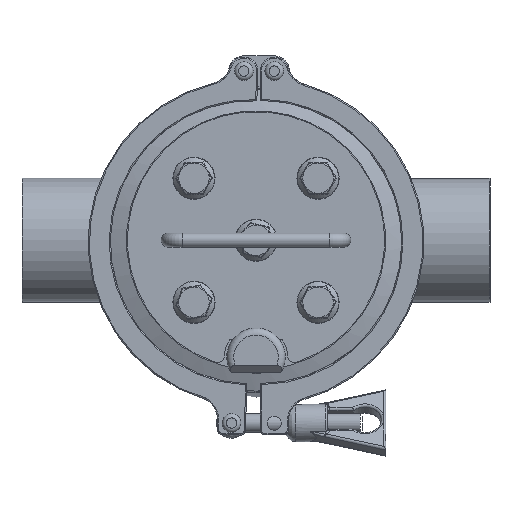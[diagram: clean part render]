
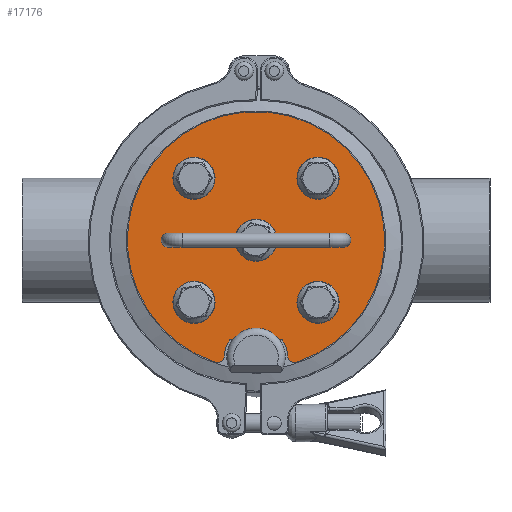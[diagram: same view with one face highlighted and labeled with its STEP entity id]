
A CAD part, front view. The second image highlights one B-rep face of the part: STEP entity #17176.
In plain terms, the highlighted planar face has unit normal (0, -1, 0).
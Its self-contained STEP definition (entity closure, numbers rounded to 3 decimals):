
#217=FACE_BOUND('',#2988,.T.);
#218=FACE_BOUND('',#2989,.T.);
#219=FACE_BOUND('',#2990,.T.);
#220=FACE_BOUND('',#2991,.T.);
#221=FACE_BOUND('',#2992,.T.);
#222=FACE_BOUND('',#2993,.T.);
#223=FACE_BOUND('',#2994,.T.);
#461=PLANE('',#19014);
#1966=FACE_OUTER_BOUND('',#2987,.T.);
#2987=EDGE_LOOP('',(#13681,#13682,#13683,#13684,#13685,#13686));
#2988=EDGE_LOOP('',(#13687));
#2989=EDGE_LOOP('',(#13688));
#2990=EDGE_LOOP('',(#13689,#13690));
#2991=EDGE_LOOP('',(#13691,#13692));
#2992=EDGE_LOOP('',(#13693));
#2993=EDGE_LOOP('',(#13694));
#2994=EDGE_LOOP('',(#13695));
#3836=CIRCLE('',#18288,3.);
#3837=CIRCLE('',#18290,55.);
#3838=CIRCLE('',#18293,3.);
#3839=CIRCLE('',#18295,13.5);
#3840=CIRCLE('',#18298,13.5);
#3841=CIRCLE('',#18300,3.05);
#3842=CIRCLE('',#18301,3.05);
#3843=CIRCLE('',#18303,3.05);
#3844=CIRCLE('',#18304,3.05);
#4263=CIRCLE('',#19007,8.45);
#4264=CIRCLE('',#19009,8.45);
#4265=CIRCLE('',#19011,8.45);
#4266=CIRCLE('',#19013,8.45);
#4267=CIRCLE('',#19015,8.45);
#4916=LINE('',#30143,#5595);
#5595=VECTOR('',#21508,10.);
#6698=VERTEX_POINT('',#30122);
#6699=VERTEX_POINT('',#30124);
#6700=VERTEX_POINT('',#30128);
#6701=VERTEX_POINT('',#30134);
#6702=VERTEX_POINT('',#30138);
#6703=VERTEX_POINT('',#30142);
#6704=VERTEX_POINT('',#30148);
#6705=VERTEX_POINT('',#30149);
#6706=VERTEX_POINT('',#30154);
#6707=VERTEX_POINT('',#30155);
#7215=VERTEX_POINT('',#33113);
#7216=VERTEX_POINT('',#33117);
#7217=VERTEX_POINT('',#33121);
#7218=VERTEX_POINT('',#33125);
#7219=VERTEX_POINT('',#33129);
#8656=EDGE_CURVE('',#6698,#6699,#3836,.T.);
#8659=EDGE_CURVE('',#6700,#6698,#3837,.T.);
#8661=EDGE_CURVE('',#6701,#6700,#3838,.T.);
#8663=EDGE_CURVE('',#6702,#6699,#3839,.T.);
#8665=EDGE_CURVE('',#6703,#6702,#4916,.T.);
#8667=EDGE_CURVE('',#6701,#6703,#3840,.T.);
#8668=EDGE_CURVE('',#6704,#6705,#3841,.T.);
#8669=EDGE_CURVE('',#6705,#6704,#3842,.T.);
#8671=EDGE_CURVE('',#6706,#6707,#3843,.T.);
#8672=EDGE_CURVE('',#6707,#6706,#3844,.T.);
#9470=EDGE_CURVE('',#7215,#7215,#4263,.T.);
#9472=EDGE_CURVE('',#7216,#7216,#4264,.T.);
#9474=EDGE_CURVE('',#7217,#7217,#4265,.T.);
#9476=EDGE_CURVE('',#7218,#7218,#4266,.T.);
#9478=EDGE_CURVE('',#7219,#7219,#4267,.T.);
#13681=ORIENTED_EDGE('',*,*,#8656,.F.);
#13682=ORIENTED_EDGE('',*,*,#8659,.F.);
#13683=ORIENTED_EDGE('',*,*,#8661,.F.);
#13684=ORIENTED_EDGE('',*,*,#8667,.T.);
#13685=ORIENTED_EDGE('',*,*,#8665,.T.);
#13686=ORIENTED_EDGE('',*,*,#8663,.T.);
#13687=ORIENTED_EDGE('',*,*,#9476,.T.);
#13688=ORIENTED_EDGE('',*,*,#9472,.T.);
#13689=ORIENTED_EDGE('',*,*,#8671,.T.);
#13690=ORIENTED_EDGE('',*,*,#8672,.T.);
#13691=ORIENTED_EDGE('',*,*,#8668,.T.);
#13692=ORIENTED_EDGE('',*,*,#8669,.T.);
#13693=ORIENTED_EDGE('',*,*,#9470,.T.);
#13694=ORIENTED_EDGE('',*,*,#9474,.T.);
#13695=ORIENTED_EDGE('',*,*,#9478,.T.);
#17176=ADVANCED_FACE('',(#1966,#217,#218,#219,#220,#221,#222,#223),#461,
 .F.);
#18288=AXIS2_PLACEMENT_3D('',#30125,#21485,#21486);
#18290=AXIS2_PLACEMENT_3D('',#30130,#21491,#21492);
#18293=AXIS2_PLACEMENT_3D('',#30135,#21498,#21499);
#18295=AXIS2_PLACEMENT_3D('',#30139,#21503,#21504);
#18298=AXIS2_PLACEMENT_3D('',#30146,#21512,#21513);
#18300=AXIS2_PLACEMENT_3D('',#30150,#21516,#21517);
#18301=AXIS2_PLACEMENT_3D('',#30151,#21518,#21519);
#18303=AXIS2_PLACEMENT_3D('',#30156,#21523,#21524);
#18304=AXIS2_PLACEMENT_3D('',#30157,#21525,#21526);
#19007=AXIS2_PLACEMENT_3D('',#33114,#23169,#23170);
#19009=AXIS2_PLACEMENT_3D('',#33118,#23174,#23175);
#19011=AXIS2_PLACEMENT_3D('',#33122,#23179,#23180);
#19013=AXIS2_PLACEMENT_3D('',#33126,#23184,#23185);
#19014=AXIS2_PLACEMENT_3D('',#33128,#23187,#23188);
#19015=AXIS2_PLACEMENT_3D('',#33130,#23189,#23190);
#21485=DIRECTION('center_axis',(0.,1.,0.));
#21486=DIRECTION('ref_axis',(-0.567,0.,-0.823));
#21491=DIRECTION('center_axis',(0.,1.,0.));
#21492=DIRECTION('ref_axis',(0.,0.,
1.));
#21498=DIRECTION('center_axis',(0.,1.,0.));
#21499=DIRECTION('ref_axis',(0.567,0.,-0.823));
#21503=DIRECTION('center_axis',(0.,1.,0.));
#21504=DIRECTION('ref_axis',(0.967,0.,-0.254));
#21508=DIRECTION('',(1.,0.,0.));
#21512=DIRECTION('center_axis',(0.,1.,0.));
#21513=DIRECTION('ref_axis',(-0.831,0.,0.556));
#21516=DIRECTION('center_axis',(0.,1.,0.));
#21517=DIRECTION('ref_axis',(0.,0.,
-1.));
#21518=DIRECTION('center_axis',(0.,1.,0.));
#21519=DIRECTION('ref_axis',(0.,0.,
-1.));
#21523=DIRECTION('center_axis',(0.,1.,0.));
#21524=DIRECTION('ref_axis',(0.,0.,
-1.));
#21525=DIRECTION('center_axis',(0.,1.,0.));
#21526=DIRECTION('ref_axis',(0.,0.,
-1.));
#23169=DIRECTION('center_axis',(0.,1.,0.));
#23170=DIRECTION('ref_axis',(0.218,0.,-0.976));
#23174=DIRECTION('center_axis',(0.,1.,0.));
#23175=DIRECTION('ref_axis',(0.,0.,
1.));
#23179=DIRECTION('center_axis',(0.,1.,0.));
#23180=DIRECTION('ref_axis',(0.86,0.,-0.511));
#23184=DIRECTION('center_axis',(0.,1.,0.));
#23185=DIRECTION('ref_axis',(0.,0.,
1.));
#23187=DIRECTION('center_axis',(0.,1.,0.));
#23188=DIRECTION('ref_axis',(0.,0.,
1.));
#23189=DIRECTION('center_axis',(0.,1.,0.));
#23190=DIRECTION('ref_axis',(0.479,0.,-0.878));
#30122=CARTESIAN_POINT('',(17.437,-51.8,-52.163));
#30124=CARTESIAN_POINT('',(13.488,-51.8,-49.442));
#30125=CARTESIAN_POINT('Origin',(16.486,-51.8,-49.317));
#30128=CARTESIAN_POINT('',(-17.437,-51.8,-52.163));
#30130=CARTESIAN_POINT('Origin',(0.,-51.8,
0.));
#30134=CARTESIAN_POINT('',(-13.488,-51.8,-49.442));
#30135=CARTESIAN_POINT('Origin',(-16.486,-51.8,-49.318));
#30138=CARTESIAN_POINT('',(11.225,-51.8,-42.5));
#30139=CARTESIAN_POINT('Origin',(0.,-51.8,
-50.));
#30142=CARTESIAN_POINT('',(-11.225,-51.8,-42.5));
#30143=CARTESIAN_POINT('',(-5.612,-51.8,-42.5));
#30146=CARTESIAN_POINT('Origin',(0.,-51.8,
-50.));
#30148=CARTESIAN_POINT('',(-37.5,-51.8,-3.05));
#30149=CARTESIAN_POINT('',(-37.5,-51.8,3.05));
#30150=CARTESIAN_POINT('Origin',(-37.5,-51.8,0.));
#30151=CARTESIAN_POINT('Origin',(-37.5,-51.8,0.));
#30154=CARTESIAN_POINT('',(37.5,-51.8,-3.05));
#30155=CARTESIAN_POINT('',(37.5,-51.8,3.05));
#30156=CARTESIAN_POINT('Origin',(37.5,-51.8,0.));
#30157=CARTESIAN_POINT('Origin',(37.5,-51.8,0.));
#33113=CARTESIAN_POINT('',(-28.357,-51.8,-18.269));
#33114=CARTESIAN_POINT('Origin',(-26.517,-51.8,-26.517));
#33117=CARTESIAN_POINT('',(26.517,-51.8,18.067));
#33118=CARTESIAN_POINT('Origin',(26.517,-51.8,26.517));
#33121=CARTESIAN_POINT('',(-33.781,-51.8,30.832));
#33122=CARTESIAN_POINT('Origin',(-26.517,-51.8,26.517));
#33125=CARTESIAN_POINT('',(26.517,-51.8,-34.967));
#33126=CARTESIAN_POINT('Origin',(26.517,-51.8,-26.517));
#33128=CARTESIAN_POINT('Origin',(0.,-51.8,
0.));
#33129=CARTESIAN_POINT('',(-4.047,-51.8,7.418));
#33130=CARTESIAN_POINT('Origin',(0.,-51.8,
0.));
